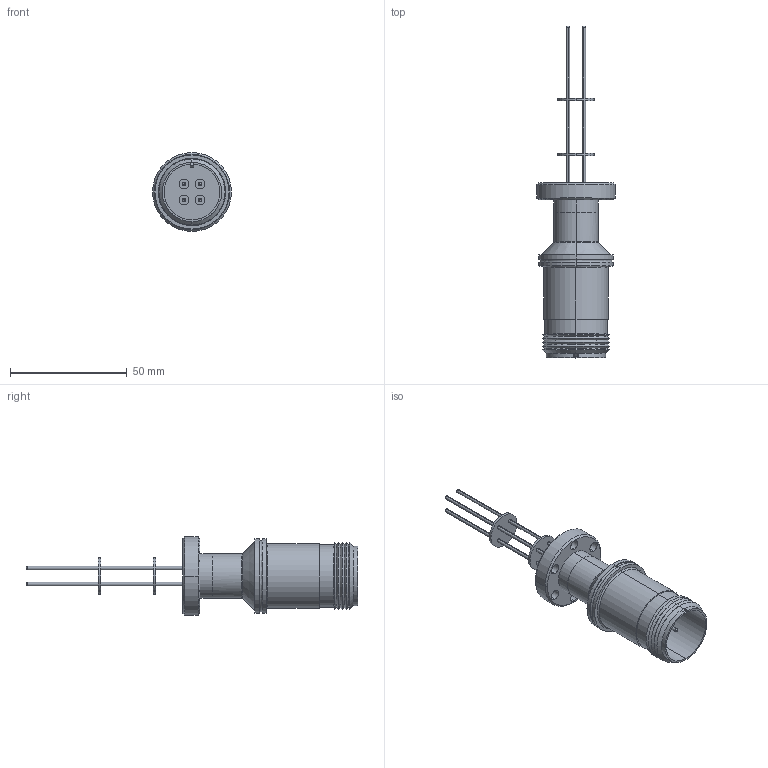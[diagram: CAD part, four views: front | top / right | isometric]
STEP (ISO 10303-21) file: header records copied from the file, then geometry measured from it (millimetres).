
FILE_DESCRIPTION (( 'STEP AP203' ), '1' );
FILE_NAME ('A0192-4-CF.STEP', '2012-11-20T18:43:58', ( '' ), ( '' ), 'SwSTEP 2.0', 'SolidWorks 2012', '' );
FILE_SCHEMA (( 'CONFIG_CONTROL_DESIGN' ));
Length unit declared in the file: inch
Products named in the file (1): A0192-4-CF
Bounding box: 33.78 x 142.11 x 33.78 mm (x, y, z)
Volume: 14618 mm3; surface area: 21073.7 mm2
Topology: 1 solids, 1 shells, 218 faces, 491 edges, 315 vertices
Faces by surface type: cylinder 110, plane 54, cone 30, bspline 24
Entity records: 6796 total; most frequent: CARTESIAN_POINT 1664, DIRECTION 1158, ORIENTED_EDGE 982, AXIS2_PLACEMENT_3D 499, EDGE_CURVE 491, VERTEX_POINT 315, CIRCLE 304, EDGE_LOOP 282
